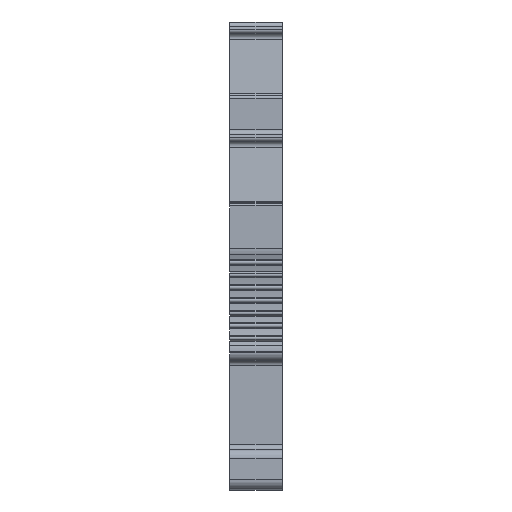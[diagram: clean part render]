
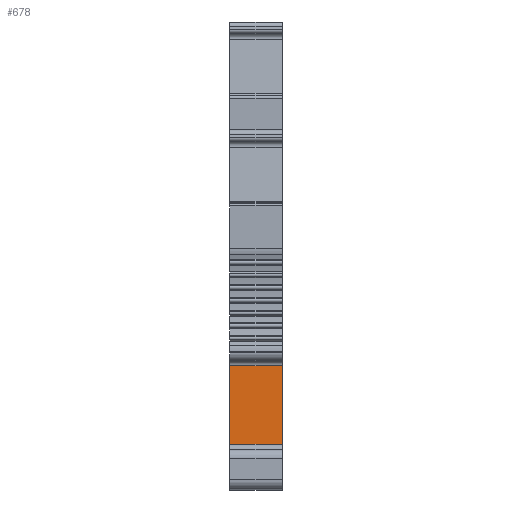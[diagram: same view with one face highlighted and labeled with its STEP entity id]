
A CAD part, front view. The second image highlights one B-rep face of the part: STEP entity #678.
In plain terms, the highlighted planar face has unit normal (0, -1, 0).
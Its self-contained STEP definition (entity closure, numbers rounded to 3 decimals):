
#678=ADVANCED_FACE('',(#2569),#2571,.T.);
#2569=FACE_BOUND('',#2570,.T.);
#2570=EDGE_LOOP('',(#4331,#4332,#4333,#4334));
#2571=PLANE('',#2572);
#2572=AXIS2_PLACEMENT_3D('',#2573,#2574,#2575);
#2573=CARTESIAN_POINT('',(5.2,-28.4,-1.5));
#2574=DIRECTION('',(0.,-1.,0.));
#2575=DIRECTION('',(0.,0.,-1.));
#4331=ORIENTED_EDGE('',*,*,#5316,.F.);
#4332=ORIENTED_EDGE('',*,*,#5495,.F.);
#4333=ORIENTED_EDGE('',*,*,#5197,.T.);
#4334=ORIENTED_EDGE('',*,*,#5496,.T.);
#5197=EDGE_CURVE('',#6076,#6074,#6077,.T.);
#5316=EDGE_CURVE('',#6312,#6314,#6315,.T.);
#5495=EDGE_CURVE('',#6076,#6312,#6590,.T.);
#5496=EDGE_CURVE('',#6074,#6314,#6591,.T.);
#6074=VERTEX_POINT('',#7692);
#6076=VERTEX_POINT('',#7697);
#6077=LINE('',#7698,#7699);
#6312=VERTEX_POINT('',#8221);
#6314=VERTEX_POINT('',#8226);
#6315=LINE('',#8227,#8228);
#6590=LINE('',#8904,#8905);
#6591=LINE('',#8907,#8908);
#7692=CARTESIAN_POINT('',(5.2,-28.4,6.2));
#7697=CARTESIAN_POINT('',(5.2,-28.4,-1.5));
#7698=CARTESIAN_POINT('',(5.2,-28.4,-1.5));
#7699=VECTOR('',#7700,1.);
#7700=DIRECTION('',(0.,0.,1.));
#8221=CARTESIAN_POINT('',(0.,-28.4,-1.5));
#8226=CARTESIAN_POINT('',(0.,-28.4,6.2));
#8227=CARTESIAN_POINT('',(0.,-28.4,-1.5));
#8228=VECTOR('',#8229,1.);
#8229=DIRECTION('',(0.,0.,1.));
#8904=CARTESIAN_POINT('',(5.2,-28.4,-1.5));
#8905=VECTOR('',#8906,1.);
#8906=DIRECTION('',(-1.,0.,0.));
#8907=CARTESIAN_POINT('',(5.2,-28.4,6.2));
#8908=VECTOR('',#8909,1.);
#8909=DIRECTION('',(-1.,0.,0.));
